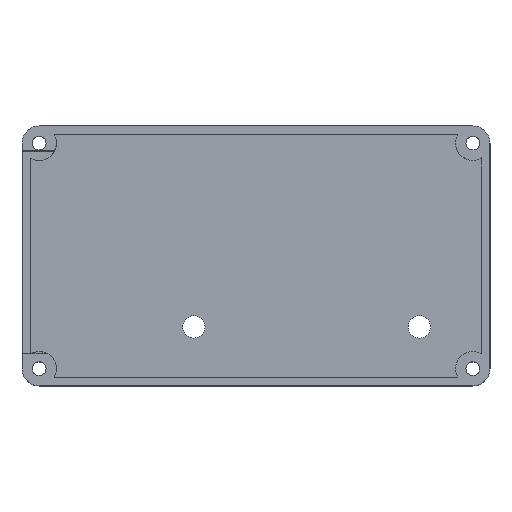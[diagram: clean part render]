
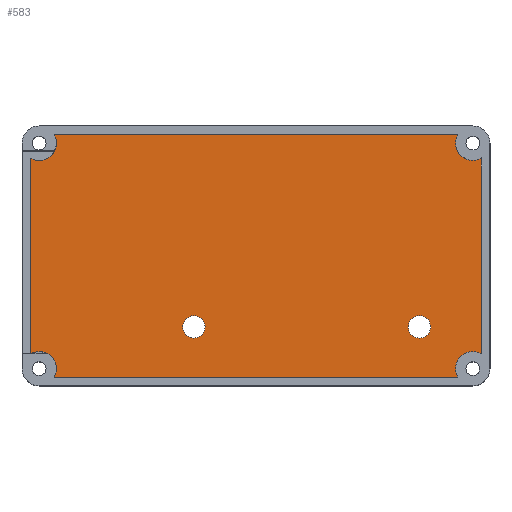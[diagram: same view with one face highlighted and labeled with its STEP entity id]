
A CAD part, top view. The second image highlights one B-rep face of the part: STEP entity #583.
In plain terms, the highlighted planar face has unit normal (0, 0, 1).
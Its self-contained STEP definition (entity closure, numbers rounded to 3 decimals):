
#33=FACE_BOUND('',#85,.T.);
#34=FACE_BOUND('',#86,.T.);
#50=FACE_OUTER_BOUND('',#84,.T.);
#84=EDGE_LOOP('',(#448,#449,#450,#451,#452,#453,#454,#455));
#85=EDGE_LOOP('',(#456));
#86=EDGE_LOOP('',(#457));
#129=LINE('',#897,#182);
#141=LINE('',#954,#194);
#142=LINE('',#958,#195);
#143=LINE('',#963,#196);
#182=VECTOR('',#713,10.);
#194=VECTOR('',#767,10.);
#195=VECTOR('',#770,10.);
#196=VECTOR('',#775,10.);
#235=CIRCLE('',#642,3.25);
#237=CIRCLE('',#645,3.25);
#238=CIRCLE('',#647,5.);
#239=CIRCLE('',#648,5.);
#240=CIRCLE('',#649,5.);
#241=CIRCLE('',#650,5.);
#264=VERTEX_POINT('',#894);
#265=VERTEX_POINT('',#896);
#285=VERTEX_POINT('',#942);
#287=VERTEX_POINT('',#948);
#288=VERTEX_POINT('',#952);
#289=VERTEX_POINT('',#953);
#290=VERTEX_POINT('',#955);
#291=VERTEX_POINT('',#957);
#292=VERTEX_POINT('',#960);
#293=VERTEX_POINT('',#962);
#324=EDGE_CURVE('',#265,#264,#129,.T.);
#349=EDGE_CURVE('',#285,#285,#235,.T.);
#352=EDGE_CURVE('',#287,#287,#237,.T.);
#353=EDGE_CURVE('',#288,#289,#141,.T.);
#354=EDGE_CURVE('',#289,#290,#238,.T.);
#355=EDGE_CURVE('',#290,#291,#142,.T.);
#356=EDGE_CURVE('',#291,#265,#239,.T.);
#357=EDGE_CURVE('',#264,#292,#240,.T.);
#358=EDGE_CURVE('',#292,#293,#143,.T.);
#359=EDGE_CURVE('',#293,#288,#241,.T.);
#448=ORIENTED_EDGE('',*,*,#353,.T.);
#449=ORIENTED_EDGE('',*,*,#354,.T.);
#450=ORIENTED_EDGE('',*,*,#355,.T.);
#451=ORIENTED_EDGE('',*,*,#356,.T.);
#452=ORIENTED_EDGE('',*,*,#324,.T.);
#453=ORIENTED_EDGE('',*,*,#357,.T.);
#454=ORIENTED_EDGE('',*,*,#358,.T.);
#455=ORIENTED_EDGE('',*,*,#359,.T.);
#456=ORIENTED_EDGE('',*,*,#349,.T.);
#457=ORIENTED_EDGE('',*,*,#352,.T.);
#565=PLANE('',#646);
#583=ADVANCED_FACE('',(#50,#33,#34),#565,.F.);
#642=AXIS2_PLACEMENT_3D('',#944,#756,#757);
#645=AXIS2_PLACEMENT_3D('',#950,#763,#764);
#646=AXIS2_PLACEMENT_3D('',#951,#765,#766);
#647=AXIS2_PLACEMENT_3D('',#956,#768,#769);
#648=AXIS2_PLACEMENT_3D('',#959,#771,#772);
#649=AXIS2_PLACEMENT_3D('',#961,#773,#774);
#650=AXIS2_PLACEMENT_3D('',#964,#776,#777);
#713=DIRECTION('',(0.,-1.,0.));
#756=DIRECTION('center_axis',(0.,0.,
-1.));
#757=DIRECTION('ref_axis',(1.,0.,0.));
#763=DIRECTION('center_axis',(0.,0.,
-1.));
#764=DIRECTION('ref_axis',(1.,0.,0.));
#765=DIRECTION('center_axis',(0.,0.,
-1.));
#766=DIRECTION('ref_axis',(-0.001,1.,0.));
#767=DIRECTION('',(0.,1.,0.));
#768=DIRECTION('center_axis',(0.,0.,
-1.));
#769=DIRECTION('ref_axis',(-1.,0.,0.));
#770=DIRECTION('',(-1.,0.,0.));
#771=DIRECTION('center_axis',(0.,0.,
-1.));
#772=DIRECTION('ref_axis',(-1.,0.,0.));
#773=DIRECTION('center_axis',(0.,0.,
-1.));
#774=DIRECTION('ref_axis',(-1.,0.,0.));
#775=DIRECTION('',(1.,0.,0.));
#776=DIRECTION('center_axis',(0.,0.,
-1.));
#777=DIRECTION('ref_axis',(-1.,0.,0.));
#894=CARTESIAN_POINT('',(-68.49,-16.633,140.08));
#896=CARTESIAN_POINT('',(-68.49,40.356,140.08));
#897=CARTESIAN_POINT('',(-68.49,47.187,140.08));
#942=CARTESIAN_POINT('',(41.437,-8.765,140.08));
#944=CARTESIAN_POINT('Origin',(44.687,-8.765,140.08));
#948=CARTESIAN_POINT('',(-24.213,-8.765,140.08));
#950=CARTESIAN_POINT('Origin',(-20.963,-8.765,140.08));
#951=CARTESIAN_POINT('Origin',(-2.89,11.862,140.08));
#952=CARTESIAN_POINT('',(62.71,-16.633,140.08));
#953=CARTESIAN_POINT('',(62.71,40.356,140.08));
#954=CARTESIAN_POINT('',(62.71,-23.463,140.08));
#955=CARTESIAN_POINT('',(55.88,47.187,140.08));
#956=CARTESIAN_POINT('Origin',(60.21,44.687,140.08));
#957=CARTESIAN_POINT('',(-61.659,47.187,140.08));
#958=CARTESIAN_POINT('',(62.71,47.187,140.08));
#959=CARTESIAN_POINT('Origin',(-65.99,44.687,140.08));
#960=CARTESIAN_POINT('',(-61.659,-23.463,140.08));
#961=CARTESIAN_POINT('Origin',(-65.99,-20.963,140.08));
#962=CARTESIAN_POINT('',(55.88,-23.463,140.08));
#963=CARTESIAN_POINT('',(-68.49,-23.463,140.08));
#964=CARTESIAN_POINT('Origin',(60.21,-20.963,140.08));
